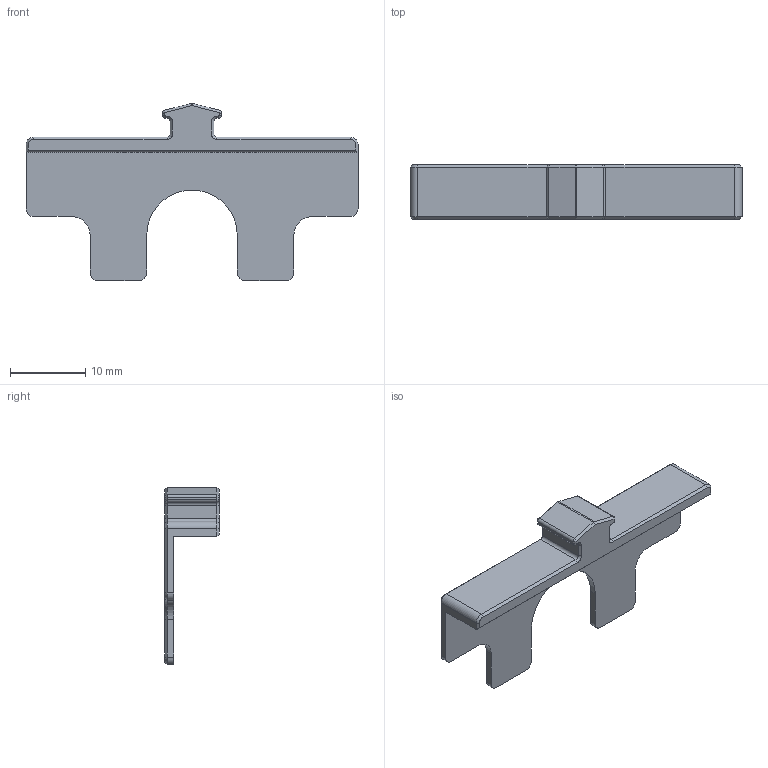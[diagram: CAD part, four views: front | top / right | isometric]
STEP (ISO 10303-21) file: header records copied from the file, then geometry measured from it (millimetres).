
FILE_DESCRIPTION(/* description */ (''),/* implementation_level */ '2;1');
FILE_NAME(/* name */ '7f424769-eaa8-4e2f-8ee4-6de850f598a2.stp',/* time_stamp */ '2022-06-09T11:14:29Z',/* author */ (''),/* organization */ (''),/* preprocessor_version */ 'ST-DEVELOPER v19',/* originating_system */ 'Autodesk Translation Framework v11.7.0.108',/* authorisation */ '');
FILE_SCHEMA (('AUTOMOTIVE_DESIGN { 1 0 10303 214 3 1 1 }'));
Length unit declared in the file: millimetre
Products named in the file (1): romi_slide_constraint
Bounding box: 44 x 7.2 x 23.49 mm (x, y, z)
Volume: 1379.8 mm3; surface area: 1922.2 mm2
Topology: 1 solids, 1 shells, 108 faces, 254 edges, 148 vertices
Faces by surface type: plane 57, cone 31, cylinder 20
Entity records: 3050 total; most frequent: DIRECTION 543, CARTESIAN_POINT 511, ORIENTED_EDGE 508, EDGE_CURVE 254, LINE 183, VECTOR 183, AXIS2_PLACEMENT_3D 180, VERTEX_POINT 148
